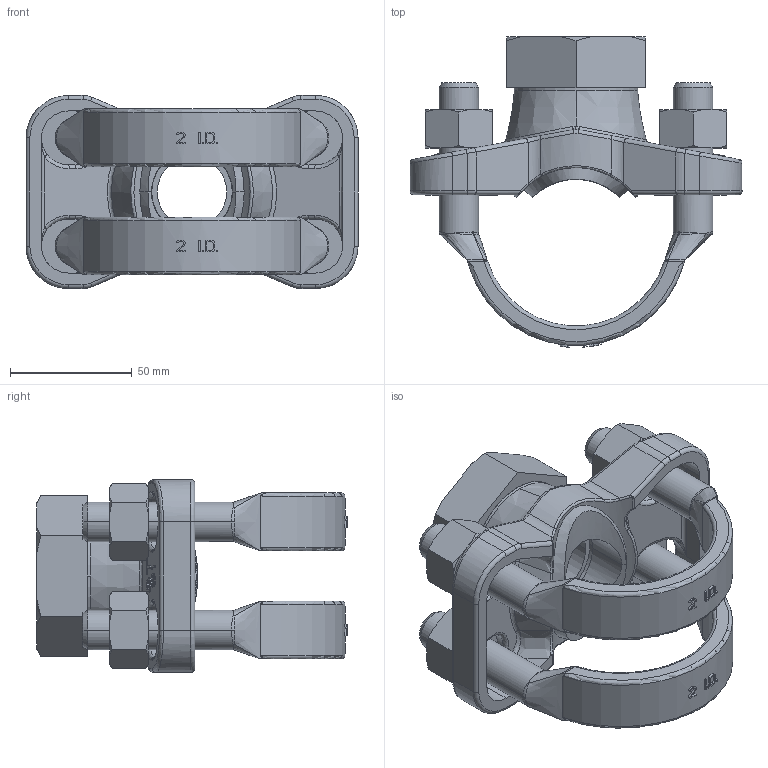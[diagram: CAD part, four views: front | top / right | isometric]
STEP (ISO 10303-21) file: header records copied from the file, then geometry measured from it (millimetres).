
FILE_DESCRIPTION((''),'2;1');
FILE_NAME('93000006_01','2014-08-08T',('sobri'),(''),'PRO/ENGINEER BY PARAMETRIC TECHNOLOGY CORPORATION, 2011180','PRO/ENGINEER BY PARAMETRIC TECHNOLOGY CORPORATION, 2011180','');
FILE_SCHEMA(('CONFIG_CONTROL_DESIGN'));
Length unit declared in the file: inch
Products named in the file (1): 93000006_01
Bounding box: 136.53 x 127.58 x 79.38 mm (x, y, z)
Surface area: 88456.3 mm2 (no closed solid volume)
Topology: 0 solids, 9 shells, 798 faces, 2201 edges, 1415 vertices
Faces by surface type: plane 380, bspline 181, cylinder 133, cone 72, torus 16, sphere 16
Entity records: 37006 total; most frequent: CARTESIAN_POINT 18498, ORIENTED_EDGE 4234, DIRECTION 3157, EDGE_CURVE 2201, VERTEX_POINT 1415, VECTOR 1063, LINE 1063, AXIS2_PLACEMENT_3D 1047
